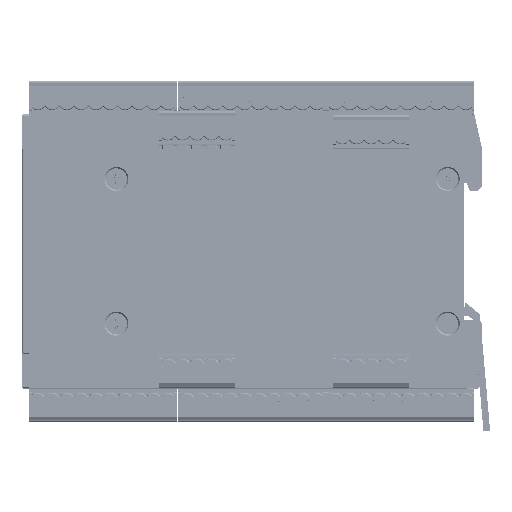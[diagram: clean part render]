
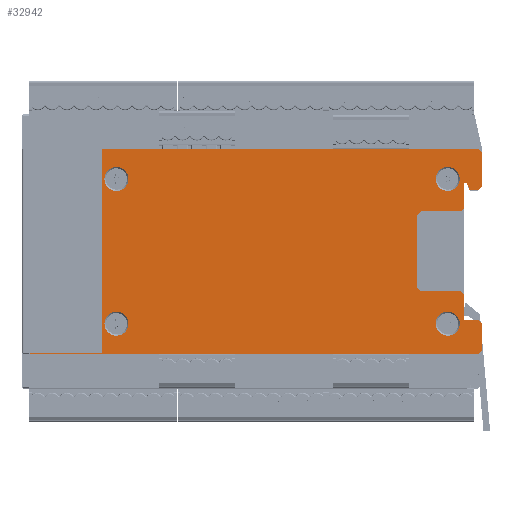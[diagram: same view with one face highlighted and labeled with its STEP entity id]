
A CAD part, top view. The second image highlights one B-rep face of the part: STEP entity #32942.
In plain terms, the highlighted planar face has unit normal (0, 0, 1).
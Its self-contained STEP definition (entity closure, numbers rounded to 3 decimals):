
#920=FACE_BOUND('',#5830,.T.);
#921=FACE_BOUND('',#5831,.T.);
#922=FACE_BOUND('',#5832,.T.);
#923=FACE_BOUND('',#5833,.T.);
#2120=PLANE('',#35706);
#3838=FACE_OUTER_BOUND('',#5829,.T.);
#5829=EDGE_LOOP('',(#28659,#28660,#28661,#28662,#28663,#28664,#28665,#28666,
#28667,#28668,#28669,#28670,#28671,#28672,#28673,#28674,#28675,#28676,#28677,
#28678,#28679,#28680,#28681,#28682));
#5830=EDGE_LOOP('',(#28683));
#5831=EDGE_LOOP('',(#28684));
#5832=EDGE_LOOP('',(#28685));
#5833=EDGE_LOOP('',(#28686));
#8772=LINE('',#66754,#12007);
#8776=LINE('',#66762,#12011);
#8779=LINE('',#66768,#12014);
#8782=LINE('',#66774,#12017);
#8785=LINE('',#66780,#12020);
#8788=LINE('',#66786,#12023);
#8791=LINE('',#66792,#12026);
#8794=LINE('',#66798,#12029);
#8797=LINE('',#66804,#12032);
#8800=LINE('',#66810,#12035);
#8803=LINE('',#66816,#12038);
#8806=LINE('',#66822,#12041);
#8809=LINE('',#66828,#12044);
#8812=LINE('',#66834,#12047);
#8815=LINE('',#66840,#12050);
#8818=LINE('',#66846,#12053);
#8821=LINE('',#66852,#12056);
#8824=LINE('',#66858,#12059);
#8827=LINE('',#66864,#12062);
#8830=LINE('',#66870,#12065);
#8833=LINE('',#66876,#12068);
#8836=LINE('',#66882,#12071);
#8839=LINE('',#66888,#12074);
#8842=LINE('',#66893,#12077);
#12007=VECTOR('',#43156,10.);
#12011=VECTOR('',#43162,10.);
#12014=VECTOR('',#43167,10.);
#12017=VECTOR('',#43172,10.);
#12020=VECTOR('',#43177,10.);
#12023=VECTOR('',#43182,10.);
#12026=VECTOR('',#43187,10.);
#12029=VECTOR('',#43192,10.);
#12032=VECTOR('',#43197,10.);
#12035=VECTOR('',#43202,10.);
#12038=VECTOR('',#43207,10.);
#12041=VECTOR('',#43212,10.);
#12044=VECTOR('',#43217,10.);
#12047=VECTOR('',#43222,10.);
#12050=VECTOR('',#43227,10.);
#12053=VECTOR('',#43232,10.);
#12056=VECTOR('',#43237,10.);
#12059=VECTOR('',#43242,10.);
#12062=VECTOR('',#43247,10.);
#12065=VECTOR('',#43252,10.);
#12068=VECTOR('',#43257,10.);
#12071=VECTOR('',#43262,10.);
#12074=VECTOR('',#43267,10.);
#12077=VECTOR('',#43272,10.);
#13514=CIRCLE('',#35663,3.15);
#13517=CIRCLE('',#35668,3.15);
#13520=CIRCLE('',#35673,3.15);
#13523=CIRCLE('',#35678,3.15);
#16050=VERTEX_POINT('',#66712);
#16053=VERTEX_POINT('',#66722);
#16056=VERTEX_POINT('',#66732);
#16059=VERTEX_POINT('',#66742);
#16062=VERTEX_POINT('',#66752);
#16063=VERTEX_POINT('',#66753);
#16066=VERTEX_POINT('',#66761);
#16068=VERTEX_POINT('',#66767);
#16070=VERTEX_POINT('',#66773);
#16072=VERTEX_POINT('',#66779);
#16074=VERTEX_POINT('',#66785);
#16076=VERTEX_POINT('',#66791);
#16078=VERTEX_POINT('',#66797);
#16080=VERTEX_POINT('',#66803);
#16082=VERTEX_POINT('',#66809);
#16084=VERTEX_POINT('',#66815);
#16086=VERTEX_POINT('',#66821);
#16088=VERTEX_POINT('',#66827);
#16090=VERTEX_POINT('',#66833);
#16092=VERTEX_POINT('',#66839);
#16094=VERTEX_POINT('',#66845);
#16096=VERTEX_POINT('',#66851);
#16098=VERTEX_POINT('',#66857);
#16100=VERTEX_POINT('',#66863);
#16102=VERTEX_POINT('',#66869);
#16104=VERTEX_POINT('',#66875);
#16106=VERTEX_POINT('',#66881);
#16108=VERTEX_POINT('',#66887);
#20324=EDGE_CURVE('',#16050,#16050,#13514,.T.);
#20329=EDGE_CURVE('',#16053,#16053,#13517,.T.);
#20334=EDGE_CURVE('',#16056,#16056,#13520,.T.);
#20339=EDGE_CURVE('',#16059,#16059,#13523,.T.);
#20344=EDGE_CURVE('',#16062,#16063,#8772,.T.);
#20348=EDGE_CURVE('',#16063,#16066,#8776,.T.);
#20351=EDGE_CURVE('',#16066,#16068,#8779,.T.);
#20354=EDGE_CURVE('',#16068,#16070,#8782,.T.);
#20357=EDGE_CURVE('',#16070,#16072,#8785,.T.);
#20360=EDGE_CURVE('',#16072,#16074,#8788,.T.);
#20363=EDGE_CURVE('',#16074,#16076,#8791,.T.);
#20366=EDGE_CURVE('',#16076,#16078,#8794,.T.);
#20369=EDGE_CURVE('',#16078,#16080,#8797,.T.);
#20372=EDGE_CURVE('',#16080,#16082,#8800,.T.);
#20375=EDGE_CURVE('',#16082,#16084,#8803,.T.);
#20378=EDGE_CURVE('',#16084,#16086,#8806,.T.);
#20381=EDGE_CURVE('',#16086,#16088,#8809,.T.);
#20384=EDGE_CURVE('',#16088,#16090,#8812,.T.);
#20387=EDGE_CURVE('',#16090,#16092,#8815,.T.);
#20390=EDGE_CURVE('',#16092,#16094,#8818,.T.);
#20393=EDGE_CURVE('',#16094,#16096,#8821,.T.);
#20396=EDGE_CURVE('',#16096,#16098,#8824,.T.);
#20399=EDGE_CURVE('',#16098,#16100,#8827,.T.);
#20402=EDGE_CURVE('',#16100,#16102,#8830,.T.);
#20405=EDGE_CURVE('',#16102,#16104,#8833,.T.);
#20408=EDGE_CURVE('',#16104,#16106,#8836,.T.);
#20411=EDGE_CURVE('',#16106,#16108,#8839,.T.);
#20414=EDGE_CURVE('',#16108,#16062,#8842,.T.);
#28659=ORIENTED_EDGE('',*,*,#20414,.T.);
#28660=ORIENTED_EDGE('',*,*,#20344,.T.);
#28661=ORIENTED_EDGE('',*,*,#20348,.T.);
#28662=ORIENTED_EDGE('',*,*,#20351,.T.);
#28663=ORIENTED_EDGE('',*,*,#20354,.T.);
#28664=ORIENTED_EDGE('',*,*,#20357,.T.);
#28665=ORIENTED_EDGE('',*,*,#20360,.T.);
#28666=ORIENTED_EDGE('',*,*,#20363,.T.);
#28667=ORIENTED_EDGE('',*,*,#20366,.T.);
#28668=ORIENTED_EDGE('',*,*,#20369,.T.);
#28669=ORIENTED_EDGE('',*,*,#20372,.T.);
#28670=ORIENTED_EDGE('',*,*,#20375,.T.);
#28671=ORIENTED_EDGE('',*,*,#20378,.T.);
#28672=ORIENTED_EDGE('',*,*,#20381,.T.);
#28673=ORIENTED_EDGE('',*,*,#20384,.T.);
#28674=ORIENTED_EDGE('',*,*,#20387,.T.);
#28675=ORIENTED_EDGE('',*,*,#20390,.T.);
#28676=ORIENTED_EDGE('',*,*,#20393,.T.);
#28677=ORIENTED_EDGE('',*,*,#20396,.T.);
#28678=ORIENTED_EDGE('',*,*,#20399,.T.);
#28679=ORIENTED_EDGE('',*,*,#20402,.T.);
#28680=ORIENTED_EDGE('',*,*,#20405,.T.);
#28681=ORIENTED_EDGE('',*,*,#20408,.T.);
#28682=ORIENTED_EDGE('',*,*,#20411,.T.);
#28683=ORIENTED_EDGE('',*,*,#20324,.T.);
#28684=ORIENTED_EDGE('',*,*,#20329,.T.);
#28685=ORIENTED_EDGE('',*,*,#20334,.T.);
#28686=ORIENTED_EDGE('',*,*,#20339,.T.);
#32942=ADVANCED_FACE('',(#3838,#920,#921,#922,#923),#2120,.T.);
#35663=AXIS2_PLACEMENT_3D('',#66713,#43108,#43109);
#35668=AXIS2_PLACEMENT_3D('',#66723,#43120,#43121);
#35673=AXIS2_PLACEMENT_3D('',#66733,#43132,#43133);
#35678=AXIS2_PLACEMENT_3D('',#66743,#43144,#43145);
#35706=AXIS2_PLACEMENT_3D('',#66895,#43274,#43275);
#43108=DIRECTION('center_axis',(0.,0.,-1.));
#43109=DIRECTION('ref_axis',(1.,0.,0.));
#43120=DIRECTION('center_axis',(0.,0.,-1.));
#43121=DIRECTION('ref_axis',(1.,0.,0.));
#43132=DIRECTION('center_axis',(0.,0.,-1.));
#43133=DIRECTION('ref_axis',(1.,0.,0.));
#43144=DIRECTION('center_axis',(0.,0.,-1.));
#43145=DIRECTION('ref_axis',(1.,0.,0.));
#43156=DIRECTION('',(0.707,0.707,0.));
#43162=DIRECTION('',(0.,1.,0.));
#43167=DIRECTION('',(-0.707,0.707,0.));
#43172=DIRECTION('',(-1.,0.,0.));
#43177=DIRECTION('',(0.,1.,0.));
#43182=DIRECTION('',(-0.708,0.706,0.));
#43187=DIRECTION('',(-1.,0.,0.));
#43192=DIRECTION('',(-0.706,0.708,0.));
#43197=DIRECTION('',(0.,1.,0.));
#43202=DIRECTION('',(0.706,0.708,0.));
#43207=DIRECTION('',(1.,0.,0.));
#43212=DIRECTION('',(0.708,0.706,0.));
#43217=DIRECTION('',(0.,1.,0.));
#43222=DIRECTION('',(1.,0.,0.));
#43227=DIRECTION('',(0.351,-0.936,0.));
#43232=DIRECTION('',(1.,0.,0.));
#43237=DIRECTION('',(0.708,0.706,0.));
#43242=DIRECTION('',(0.,1.,0.));
#43247=DIRECTION('',(-0.708,0.706,0.));
#43252=DIRECTION('',(-1.,0.,0.));
#43257=DIRECTION('',(-0.707,-0.707,0.));
#43262=DIRECTION('',(0.,-1.,0.));
#43267=DIRECTION('',(0.707,-0.707,0.));
#43272=DIRECTION('',(1.,0.,0.));
#43274=DIRECTION('center_axis',(0.,0.,1.));
#43275=DIRECTION('ref_axis',(1.,0.,0.));
#66712=CARTESIAN_POINT('',(150.629,29.05,0.));
#66713=CARTESIAN_POINT('Origin',(153.779,29.05,0.));
#66722=CARTESIAN_POINT('',(63.629,67.051,0.));
#66723=CARTESIAN_POINT('Origin',(66.779,67.051,0.));
#66732=CARTESIAN_POINT('',(150.629,67.051,0.));
#66733=CARTESIAN_POINT('Origin',(153.779,67.051,0.));
#66742=CARTESIAN_POINT('',(63.629,29.05,0.));
#66743=CARTESIAN_POINT('Origin',(66.779,29.05,0.));
#66752=CARTESIAN_POINT('',(161.78,21.049,0.));
#66753=CARTESIAN_POINT('',(162.781,22.05,0.));
#66754=CARTESIAN_POINT('',(161.78,21.049,0.));
#66761=CARTESIAN_POINT('',(162.781,29.05,0.));
#66762=CARTESIAN_POINT('',(162.781,22.05,0.));
#66767=CARTESIAN_POINT('',(161.78,30.051,0.));
#66768=CARTESIAN_POINT('',(162.781,29.05,0.));
#66773=CARTESIAN_POINT('',(158.031,30.051,0.));
#66774=CARTESIAN_POINT('',(161.78,30.051,0.));
#66779=CARTESIAN_POINT('',(158.031,36.8,0.));
#66780=CARTESIAN_POINT('',(158.031,30.051,0.));
#66785=CARTESIAN_POINT('',(157.279,37.549,0.));
#66786=CARTESIAN_POINT('',(158.031,36.8,0.));
#66791=CARTESIAN_POINT('',(146.779,37.549,0.));
#66792=CARTESIAN_POINT('',(157.279,37.549,0.));
#66797=CARTESIAN_POINT('',(145.781,38.55,0.));
#66798=CARTESIAN_POINT('',(146.779,37.549,0.));
#66803=CARTESIAN_POINT('',(145.781,57.549,0.));
#66804=CARTESIAN_POINT('',(145.781,38.55,0.));
#66809=CARTESIAN_POINT('',(146.779,58.55,0.));
#66810=CARTESIAN_POINT('',(145.781,57.549,0.));
#66815=CARTESIAN_POINT('',(157.279,58.55,0.));
#66816=CARTESIAN_POINT('',(146.779,58.55,0.));
#66821=CARTESIAN_POINT('',(158.031,59.299,0.));
#66822=CARTESIAN_POINT('',(157.279,58.55,0.));
#66827=CARTESIAN_POINT('',(158.031,66.05,0.));
#66828=CARTESIAN_POINT('',(158.031,59.299,0.));
#66833=CARTESIAN_POINT('',(158.78,66.05,0.));
#66834=CARTESIAN_POINT('',(158.031,66.05,0.));
#66839=CARTESIAN_POINT('',(159.53,64.051,0.));
#66840=CARTESIAN_POINT('',(158.78,66.05,0.));
#66845=CARTESIAN_POINT('',(161.78,64.051,0.));
#66846=CARTESIAN_POINT('',(159.53,64.051,0.));
#66851=CARTESIAN_POINT('',(162.781,65.049,0.));
#66852=CARTESIAN_POINT('',(161.78,64.051,0.));
#66857=CARTESIAN_POINT('',(162.781,74.051,0.));
#66858=CARTESIAN_POINT('',(162.781,65.049,0.));
#66863=CARTESIAN_POINT('',(161.78,75.049,0.));
#66864=CARTESIAN_POINT('',(162.781,74.051,0.));
#66869=CARTESIAN_POINT('',(44.28,75.049,0.));
#66870=CARTESIAN_POINT('',(161.78,75.049,0.));
#66875=CARTESIAN_POINT('',(43.779,74.549,0.));
#66876=CARTESIAN_POINT('',(44.28,75.049,0.));
#66881=CARTESIAN_POINT('',(43.779,21.549,0.));
#66882=CARTESIAN_POINT('',(43.779,74.549,0.));
#66887=CARTESIAN_POINT('',(44.28,21.049,0.));
#66888=CARTESIAN_POINT('',(43.779,21.549,0.));
#66893=CARTESIAN_POINT('',(44.28,21.049,0.));
#66895=CARTESIAN_POINT('Origin',(103.28,48.049,0.));
